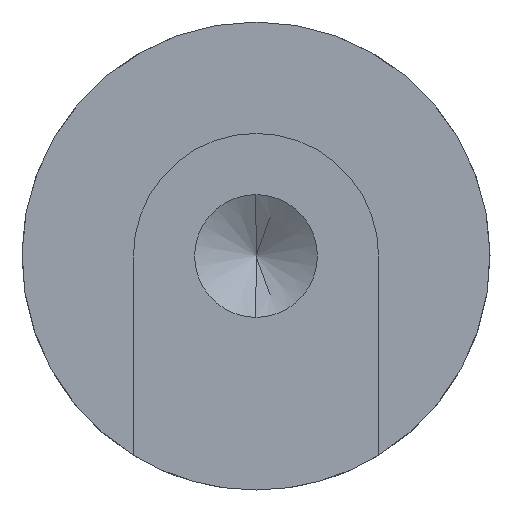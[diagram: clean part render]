
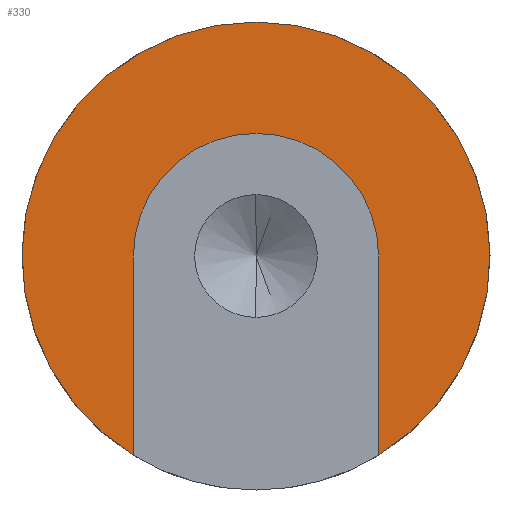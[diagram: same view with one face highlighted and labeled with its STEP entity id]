
A CAD part, left-side view. The second image highlights one B-rep face of the part: STEP entity #330.
In plain terms, the highlighted planar face has unit normal (-1, 0, 0).
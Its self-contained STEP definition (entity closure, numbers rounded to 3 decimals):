
#4 = ORIENTED_EDGE ( 'NONE', *, *, #75, .F. ) ;
#15 = CARTESIAN_POINT ( 'NONE',  ( 0., 4.991, -8.113 ) ) ;
#19 = DIRECTION ( 'NONE',  ( -1., 0., 0. ) ) ;
#21 = AXIS2_PLACEMENT_3D ( 'NONE', #607, #19, #256 ) ;
#41 = CARTESIAN_POINT ( 'NONE',  ( 0., -4.991, 0. ) ) ;
#61 = ORIENTED_EDGE ( 'NONE', *, *, #94, .F. ) ;
#66 = DIRECTION ( 'NONE',  ( 1., 0., 0. ) ) ;
#75 = EDGE_CURVE ( 'NONE', #177, #653, #199, .T. ) ;
#94 = EDGE_CURVE ( 'NONE', #653, #573, #147, .T. ) ;
#117 = ORIENTED_EDGE ( 'NONE', *, *, #541, .F. ) ;
#147 = LINE ( 'NONE', #382, #292 ) ;
#151 = AXIS2_PLACEMENT_3D ( 'NONE', #659, #66, #490 ) ;
#168 = CARTESIAN_POINT ( 'NONE',  ( 0., -4.991, 0. ) ) ;
#169 = ORIENTED_EDGE ( 'NONE', *, *, #625, .F. ) ;
#177 = VERTEX_POINT ( 'NONE', #41 ) ;
#199 = CIRCLE ( 'NONE', #21, 4.991 ) ;
#201 = VECTOR ( 'NONE', #233, 1000. ) ;
#233 = DIRECTION ( 'NONE',  ( 0., 0., 1. ) ) ;
#256 = DIRECTION ( 'NONE',  ( 0., -1., 0. ) ) ;
#292 = VECTOR ( 'NONE', #610, 1000. ) ;
#330 = ADVANCED_FACE ( 'NONE', ( #380 ), #609, .T. ) ;
#380 = FACE_OUTER_BOUND ( 'NONE', #636, .T. ) ;
#382 = CARTESIAN_POINT ( 'NONE',  ( 0., 4.991, 0. ) ) ;
#384 = DIRECTION ( 'NONE',  ( -1., 0., 0. ) ) ;
#403 = EDGE_CURVE ( 'NONE', #422, #177, #586, .T. ) ;
#414 = CIRCLE ( 'NONE', #747, 9.525 ) ;
#422 = VERTEX_POINT ( 'NONE', #522 ) ;
#433 = VERTEX_POINT ( 'NONE', #515 ) ;
#460 = ORIENTED_EDGE ( 'NONE', *, *, #403, .F. ) ;
#482 = CIRCLE ( 'NONE', #151, 9.525 ) ;
#490 = DIRECTION ( 'NONE',  ( 0., 0., -1. ) ) ;
#497 = CARTESIAN_POINT ( 'NONE',  ( 0., 0., 0. ) ) ;
#515 = CARTESIAN_POINT ( 'NONE',  ( 0., 0., 9.525 ) ) ;
#522 = CARTESIAN_POINT ( 'NONE',  ( 0., -4.991, -8.113 ) ) ;
#541 = EDGE_CURVE ( 'NONE', #433, #422, #482, .T. ) ;
#567 = DIRECTION ( 'NONE',  ( 0., 0., 1. ) ) ;
#573 = VERTEX_POINT ( 'NONE', #15 ) ;
#586 = LINE ( 'NONE', #168, #201 ) ;
#607 = CARTESIAN_POINT ( 'NONE',  ( 0., 0., 0. ) ) ;
#609 = PLANE ( 'NONE',  #674 ) ;
#610 = DIRECTION ( 'NONE',  ( 0., 0., -1. ) ) ;
#618 = DIRECTION ( 'NONE',  ( 0., 0., -1. ) ) ;
#621 = CARTESIAN_POINT ( 'NONE',  ( 0., 9.525, 0. ) ) ;
#623 = CARTESIAN_POINT ( 'NONE',  ( 0., 4.991, 0. ) ) ;
#625 = EDGE_CURVE ( 'NONE', #573, #433, #414, .T. ) ;
#636 = EDGE_LOOP ( 'NONE', ( #460, #117, #169, #61, #4 ) ) ;
#653 = VERTEX_POINT ( 'NONE', #623 ) ;
#659 = CARTESIAN_POINT ( 'NONE',  ( 0., 0., 0. ) ) ;
#674 = AXIS2_PLACEMENT_3D ( 'NONE', #621, #384, #567 ) ;
#678 = DIRECTION ( 'NONE',  ( 1., 0., 0. ) ) ;
#747 = AXIS2_PLACEMENT_3D ( 'NONE', #497, #678, #618 ) ;
